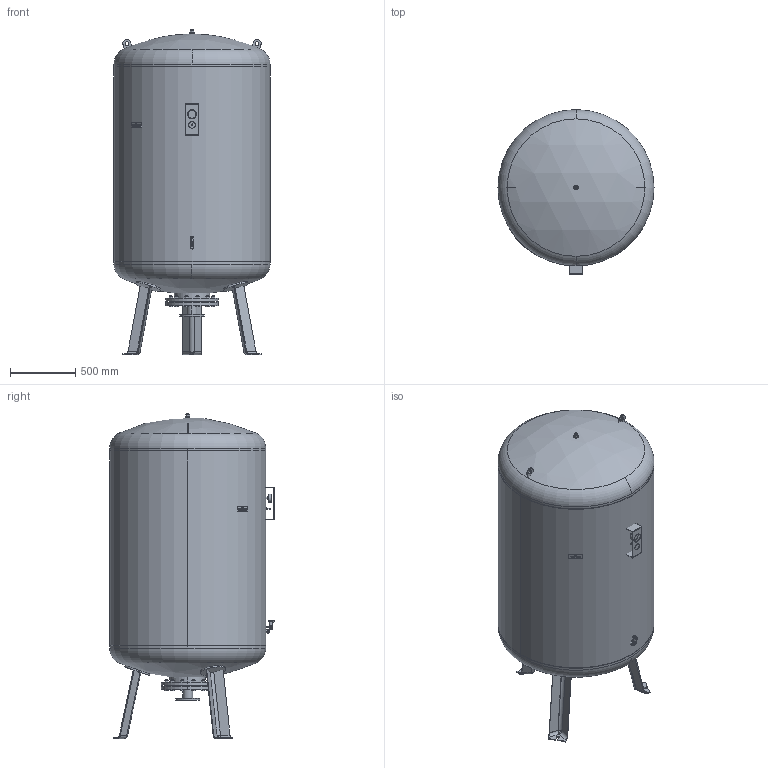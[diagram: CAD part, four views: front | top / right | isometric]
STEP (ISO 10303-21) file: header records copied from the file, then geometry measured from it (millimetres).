
FILE_DESCRIPTION((''),'2;1');
FILE_NAME('3d_DE2000_16bar-7313005.stp','2009-12-29T14:04:09',(''),(''),'Mechanical Desktop 2008','Mechanical Desktop 2008',', , ');
FILE_SCHEMA(('CONFIG_CONTROL_DESIGN'));
Length unit declared in the file: millimetre
Products named in the file (1): Product
Bounding box: 1200 x 1266 x 2500 mm (x, y, z)
Volume: 2098213804.4 mm3; surface area: 14896421.8 mm2
Topology: 23 solids, 23 shells, 612 faces, 1511 edges, 977 vertices
Faces by surface type: plane 340, cylinder 155, cone 57, bspline 40, sphere 12, torus 8
Entity records: 19050 total; most frequent: CARTESIAN_POINT 4289, DIRECTION 3058, ORIENTED_EDGE 2992, EDGE_CURVE 1496, AXIS2_PLACEMENT_3D 1059, VERTEX_POINT 977, VECTOR 940, LINE 940
